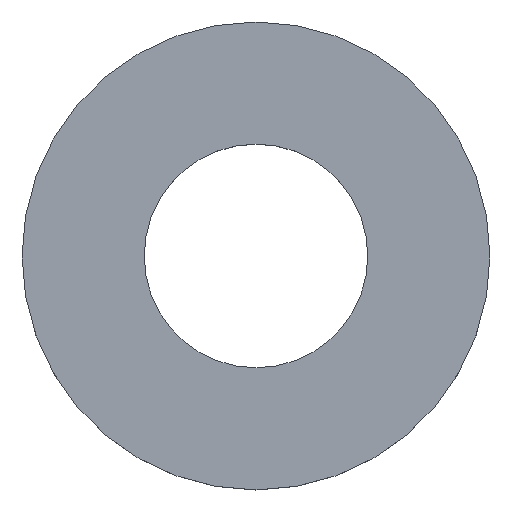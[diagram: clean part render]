
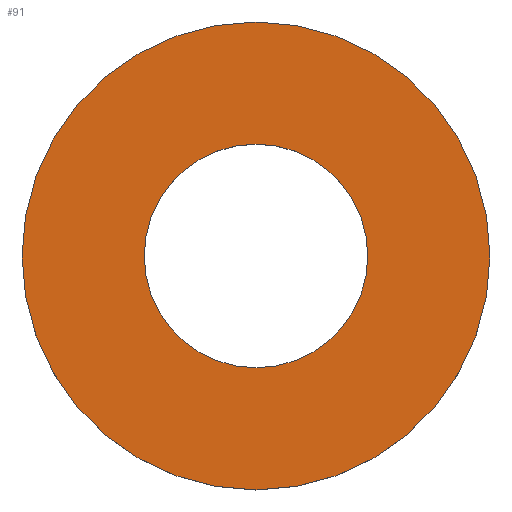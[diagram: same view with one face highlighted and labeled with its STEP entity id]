
A CAD part, top view. The second image highlights one B-rep face of the part: STEP entity #91.
In plain terms, the highlighted planar face has unit normal (0, 0, 1).
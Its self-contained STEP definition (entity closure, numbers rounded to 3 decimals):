
#23=FACE_BOUND('',#34,.T.);
#25=PLANE('',#116);
#29=FACE_OUTER_BOUND('',#33,.T.);
#33=EDGE_LOOP('',(#79,#80));
#34=EDGE_LOOP('',(#81,#82));
#41=CIRCLE('',#107,2.15);
#44=CIRCLE('',#110,2.15);
#46=CIRCLE('',#113,4.5);
#47=CIRCLE('',#114,4.5);
#49=VERTEX_POINT('',#157);
#50=VERTEX_POINT('',#158);
#55=VERTEX_POINT('',#170);
#56=VERTEX_POINT('',#172);
#57=EDGE_CURVE('',#49,#50,#41,.T.);
#61=EDGE_CURVE('',#50,#49,#44,.T.);
#64=EDGE_CURVE('',#56,#55,#46,.T.);
#65=EDGE_CURVE('',#55,#56,#47,.T.);
#79=ORIENTED_EDGE('',*,*,#64,.T.);
#80=ORIENTED_EDGE('',*,*,#65,.T.);
#81=ORIENTED_EDGE('',*,*,#57,.F.);
#82=ORIENTED_EDGE('',*,*,#61,.F.);
#91=ADVANCED_FACE('',(#29,#23),#25,.T.);
#107=AXIS2_PLACEMENT_3D('',#159,#126,#127);
#110=AXIS2_PLACEMENT_3D('',#165,#133,#134);
#113=AXIS2_PLACEMENT_3D('',#173,#140,#141);
#114=AXIS2_PLACEMENT_3D('',#174,#142,#143);
#116=AXIS2_PLACEMENT_3D('',#176,#146,#147);
#126=DIRECTION('center_axis',(0.,0.,1.));
#127=DIRECTION('ref_axis',(1.,0.,0.));
#133=DIRECTION('center_axis',(0.,0.,1.));
#134=DIRECTION('ref_axis',(1.,0.,0.));
#140=DIRECTION('center_axis',(0.,0.,1.));
#141=DIRECTION('ref_axis',(1.,0.,0.));
#142=DIRECTION('center_axis',(0.,0.,1.));
#143=DIRECTION('ref_axis',(1.,0.,0.));
#146=DIRECTION('center_axis',(0.,0.,1.));
#147=DIRECTION('ref_axis',(1.,0.,0.));
#157=CARTESIAN_POINT('',(-2.15,0.,0.9));
#158=CARTESIAN_POINT('',(2.15,0.,0.9));
#159=CARTESIAN_POINT('Origin',(0.,0.,0.9));
#165=CARTESIAN_POINT('Origin',(0.,0.,0.9));
#170=CARTESIAN_POINT('',(4.5,0.,0.9));
#172=CARTESIAN_POINT('',(-4.5,0.,0.9));
#173=CARTESIAN_POINT('Origin',(0.,0.,0.9));
#174=CARTESIAN_POINT('Origin',(0.,0.,0.9));
#176=CARTESIAN_POINT('Origin',(0.,0.,0.9));
